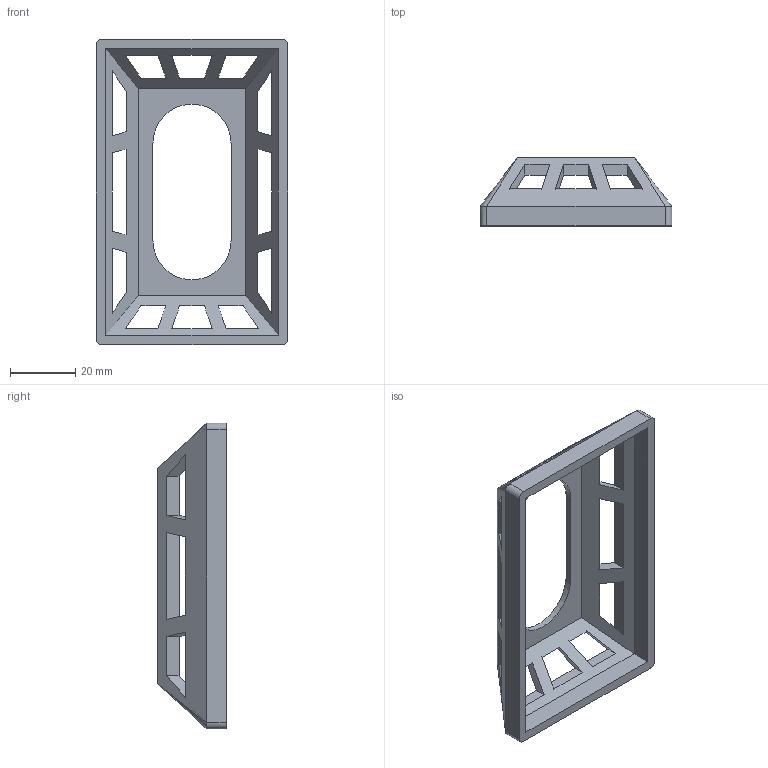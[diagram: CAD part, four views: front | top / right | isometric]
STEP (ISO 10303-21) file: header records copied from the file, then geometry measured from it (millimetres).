
FILE_DESCRIPTION (( 'STEP AP214' ), '1' );
FILE_NAME ('3M-custom_insert_v2.STEP', '2020-04-03T22:16:49', ( '' ), ( '' ), 'SwSTEP 2.0', 'SolidWorks 2020', '' );
FILE_SCHEMA (( 'AUTOMOTIVE_DESIGN' ));
Length unit declared in the file: millimetre
Products named in the file (1): 3M-custom_insert_v2
Bounding box: 59 x 21 x 94 mm (x, y, z)
Volume: 14834.3 mm3; surface area: 14747.1 mm2
Topology: 1 solids, 1 shells, 76 faces, 211 edges, 138 vertices
Faces by surface type: plane 67, cylinder 7, bspline 2
Entity records: 2641 total; most frequent: CARTESIAN_POINT 670, ORIENTED_EDGE 422, DIRECTION 339, EDGE_CURVE 211, LINE 169, VECTOR 169, VERTEX_POINT 138, EDGE_LOOP 103
